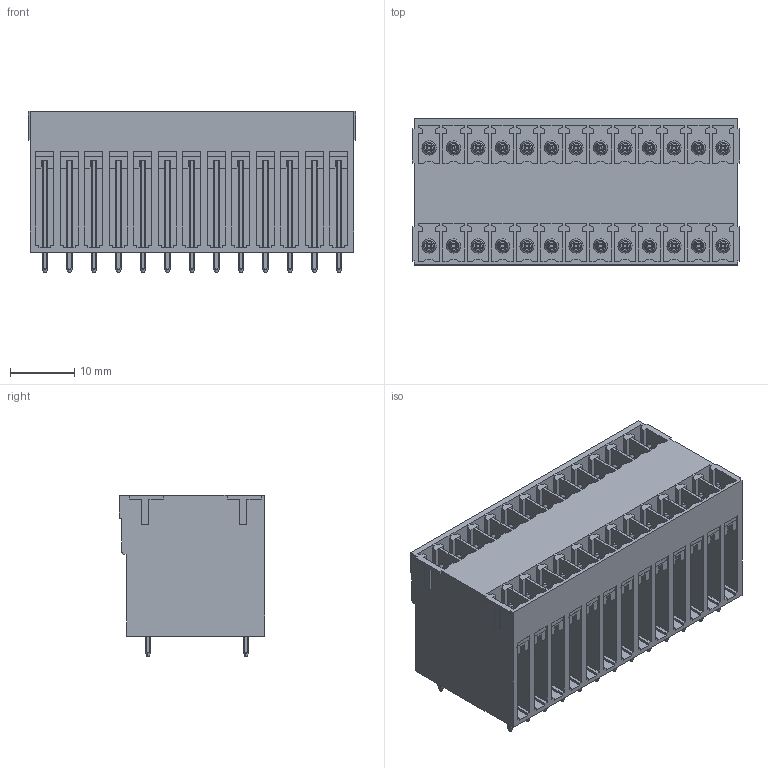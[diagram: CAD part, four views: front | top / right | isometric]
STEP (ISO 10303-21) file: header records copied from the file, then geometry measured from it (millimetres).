
FILE_DESCRIPTION(('CATIA V5 STEP Exchange','CAx-IF Rec.Pracs.--- Model Styling and Organization---1.2---2011-12-15'),'2;1');
FILE_NAME ('D1447182_0_1031070000_1031070000.stp','2018-10-06T04:28:20+00:00',('none'),('Weidmueller'),'CATIA Version 5-6 Release 2014','CATIA V5 STEP AP214','none');
FILE_SCHEMA(('AUTOMOTIVE_DESIGN { 1 0 10303 214 1 1 1 1 }'));
Length unit declared in the file: millimetre
Products named in the file (1): 1031070000
Bounding box: 50.92 x 22.7 x 25.1 mm (x, y, z)
Volume: 19605.2 mm3; surface area: 13143.6 mm2
Topology: 27 solids, 27 shells, 1487 faces, 4052 edges, 2684 vertices
Faces by surface type: plane 991, cylinder 288, cone 156, torus 52
Entity records: 47209 total; most frequent: CARTESIAN_POINT 13650, ORIENTED_EDGE 8104, DIRECTION 4903, EDGE_CURVE 4052, VECTOR 2852, LINE 2852, VERTEX_POINT 2684, EDGE_LOOP 1630
